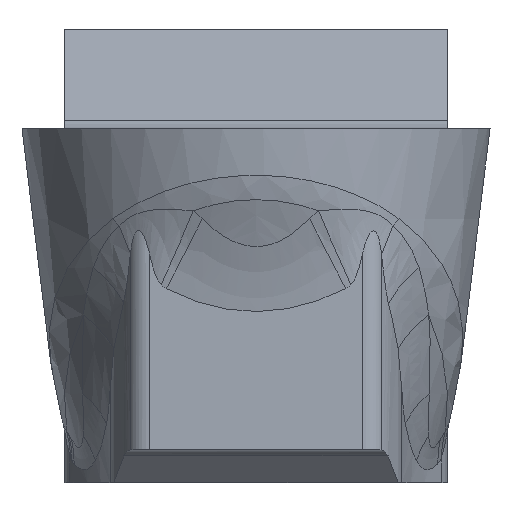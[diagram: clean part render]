
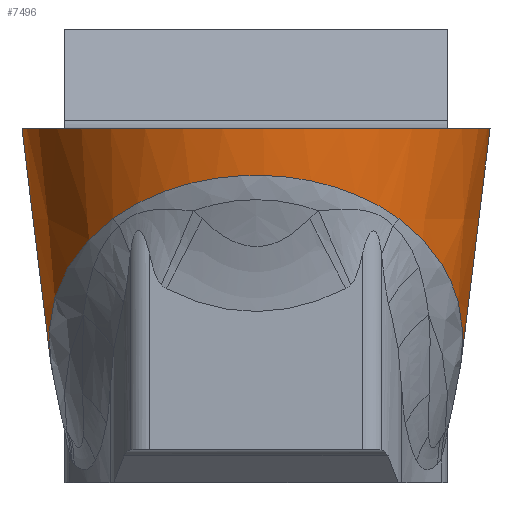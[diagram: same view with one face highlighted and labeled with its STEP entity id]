
A CAD part, front view. The second image highlights one B-rep face of the part: STEP entity #7496.
In plain terms, the highlighted conical face has half-angle 7 degrees and reference radius 2.949 mm.
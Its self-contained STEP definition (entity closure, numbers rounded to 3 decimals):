
#1974=DIRECTION('',(0.116,0.038,0.993));
#1975=VECTOR('',#1974,2.864);
#1976=CARTESIAN_POINT('',(2.684,3.808,-2.842));
#1977=LINE('',#1976,#1975);
#1981=CARTESIAN_POINT('',(0.,2.925,0.));
#1982=DIRECTION('',(0.,0.,-1.));
#1983=DIRECTION('',(0.95,0.313,0.));
#1984=AXIS2_PLACEMENT_3D('',#1981,#1982,#1983);
#1989=CARTESIAN_POINT('',(0.,2.925,0.));
#1990=DIRECTION('',(0.,0.,-1.));
#1991=DIRECTION('',(0.95,-0.313,0.));
#1992=AXIS2_PLACEMENT_3D('',#1989,#1990,#1991);
#2017=CARTESIAN_POINT('',(3.016,3.917,
0.));
#2022=CARTESIAN_POINT('',(2.684,3.808,-2.842));
#2023=CARTESIAN_POINT('',(2.679,3.782,-2.949));
#2024=CARTESIAN_POINT('',(2.669,3.73,-3.154));
#2025=CARTESIAN_POINT('',(2.656,3.654,-3.432));
#2026=CARTESIAN_POINT('',(2.647,3.605,-3.6));
#2027=CARTESIAN_POINT('',(2.643,3.58,-3.679));
#2032=CARTESIAN_POINT('',(-2.643,3.58,
-3.679));
#2033=CARTESIAN_POINT('',(-2.648,3.606,
-3.594));
#2034=CARTESIAN_POINT('',(-2.656,3.658,
-3.419));
#2035=CARTESIAN_POINT('',(-2.67,3.733,
-3.142));
#2036=CARTESIAN_POINT('',(-2.679,3.783,
-2.944));
#2037=CARTESIAN_POINT('',(-2.684,3.808,
-2.842));
#2177=DIRECTION('',(0.116,-0.038,-0.993));
#2178=VECTOR('',#2177,2.864);
#2179=CARTESIAN_POINT('',(-3.016,3.917,
0.));
#2180=LINE('',#2179,#2178);
#2215=CARTESIAN_POINT('',(-2.643,3.58,
-3.679));
#2216=CARTESIAN_POINT('',(-2.681,3.476,
-3.584));
#2217=CARTESIAN_POINT('',(-2.743,3.266,
-3.397));
#2218=CARTESIAN_POINT('',(-2.799,2.941,
-3.112));
#2219=CARTESIAN_POINT('',(-2.816,2.633,
-2.85));
#2220=CARTESIAN_POINT('',(-2.797,2.298,
-2.568));
#2221=CARTESIAN_POINT('',(-2.733,1.95,
-2.282));
#2222=CARTESIAN_POINT('',(-2.635,1.644,
-2.035));
#2223=CARTESIAN_POINT('',(-2.514,1.365,
-1.812));
#2224=CARTESIAN_POINT('',(-2.328,1.049,
-1.563));
#2225=CARTESIAN_POINT('',(-2.137,0.804,
-1.373));
#2226=CARTESIAN_POINT('',(-2.005,0.666,
-1.266));
#2227=CARTESIAN_POINT('',(-1.941,0.604,
-1.219));
#2276=CARTESIAN_POINT('',(-1.941,0.604,
-1.219));
#2277=CARTESIAN_POINT('',(-1.869,0.536,
-1.166));
#2278=CARTESIAN_POINT('',(-1.721,0.41,
-1.07));
#2279=CARTESIAN_POINT('',(-1.508,0.26,
-0.956));
#2280=CARTESIAN_POINT('',(-1.266,0.124,
-0.853));
#2281=CARTESIAN_POINT('',(-1.04,0.022,
-0.776));
#2282=CARTESIAN_POINT('',(-0.764,-0.072,
-0.705));
#2283=CARTESIAN_POINT('',(-0.488,-0.135,
-0.659));
#2284=CARTESIAN_POINT('',(-0.219,-0.168,
-0.634));
#2285=CARTESIAN_POINT('',(0.041,-0.176,
-0.628));
#2286=CARTESIAN_POINT('',(0.287,-0.161,
-0.639));
#2287=CARTESIAN_POINT('',(0.535,-0.125,
-0.666));
#2288=CARTESIAN_POINT('',(0.794,-0.063,
-0.713));
#2289=CARTESIAN_POINT('',(1.044,0.024,
-0.778));
#2290=CARTESIAN_POINT('',(1.265,0.123,
-0.853));
#2291=CARTESIAN_POINT('',(1.512,0.263,
-0.959));
#2292=CARTESIAN_POINT('',(1.716,0.407,
-1.068));
#2293=CARTESIAN_POINT('',(1.867,0.534,
-1.165));
#2294=CARTESIAN_POINT('',(1.941,0.604,
-1.219));
#2776=CARTESIAN_POINT('',(1.941,0.604,
-1.219));
#2777=CARTESIAN_POINT('',(2.002,0.663,
-1.264));
#2778=CARTESIAN_POINT('',(2.124,0.79,
-1.363));
#2779=CARTESIAN_POINT('',(2.297,1.008,-1.532));
#2780=CARTESIAN_POINT('',(2.461,1.27,-1.737));
#2781=CARTESIAN_POINT('',(2.568,1.486,-1.909));
#2782=CARTESIAN_POINT('',(2.67,1.744,-2.115));
#2783=CARTESIAN_POINT('',(2.721,1.927,-2.264));
#2784=CARTESIAN_POINT('',(2.743,2.022,-2.342));
#2789=CARTESIAN_POINT('',(2.743,2.022,-2.342));
#2790=CARTESIAN_POINT('',(2.765,2.123,-2.424));
#2791=CARTESIAN_POINT('',(2.799,2.328,-2.594));
#2792=CARTESIAN_POINT('',(2.816,2.649,-2.863));
#2793=CARTESIAN_POINT('',(2.796,2.968,-3.135));
#2794=CARTESIAN_POINT('',(2.74,3.277,-3.407));
#2795=CARTESIAN_POINT('',(2.679,3.481,-3.588));
#2796=CARTESIAN_POINT('',(2.643,3.58,-3.679));
#3366=CARTESIAN_POINT('',(2.684,3.808,-2.842));
#3545=VERTEX_POINT('',#2017);
#3546=VERTEX_POINT('',#3366);
#3547=CARTESIAN_POINT('',(3.016,1.933,
0.));
#3548=VERTEX_POINT('',#3547);
#3549=CARTESIAN_POINT('',(-3.016,3.917,
0.));
#3550=VERTEX_POINT('',#3549);
#3551=VERTEX_POINT('',#2027);
#3552=VERTEX_POINT('',#2789);
#3553=VERTEX_POINT('',#2776);
#3554=VERTEX_POINT('',#2276);
#3555=VERTEX_POINT('',#2215);
#3556=VERTEX_POINT('',#2037);
#7472=CARTESIAN_POINT('',(0.,2.925,-1.839));
#7473=DIRECTION('',(0.,0.,1.));
#7474=DIRECTION('',(-0.95,0.313,0.));
#7475=AXIS2_PLACEMENT_3D('',#7472,#7473,#7474);
#7476=CONICAL_SURFACE('',#7475,2.949,7.);
#7477=ORIENTED_EDGE('',*,*,#7451,.F.);
#7478=ORIENTED_EDGE('',*,*,#7449,.F.);
#7479=ORIENTED_EDGE('',*,*,#7427,.F.);
#7481=ORIENTED_EDGE('',*,*,#7480,.T.);
#7483=ORIENTED_EDGE('',*,*,#7482,.F.);
#7485=ORIENTED_EDGE('',*,*,#7484,.F.);
#7487=ORIENTED_EDGE('',*,*,#7486,.F.);
#7489=ORIENTED_EDGE('',*,*,#7488,.F.);
#7491=ORIENTED_EDGE('',*,*,#7490,.T.);
#7493=ORIENTED_EDGE('',*,*,#7492,.F.);
#7494=EDGE_LOOP('',(#7477,#7478,#7479,#7481,#7483,#7485,#7487,#7489,#7491,
#7493));
#7495=FACE_OUTER_BOUND('',#7494,.F.);
#1985=CIRCLE('',#1984,3.175);
#1993=CIRCLE('',#1992,3.175);
#2028=B_SPLINE_CURVE_WITH_KNOTS('',3,(#2022,#2023,#2024,#2025,#2026,#2027),
.UNSPECIFIED.,.F.,.F.,(4,1,1,4),(0.,0.333,0.667,1.),
.UNSPECIFIED.);
#2038=B_SPLINE_CURVE_WITH_KNOTS('',3,(#2032,#2033,#2034,#2035,#2036,#2037),
.UNSPECIFIED.,.F.,.F.,(4,1,1,4),(0.,0.333,0.667,1.),
.UNSPECIFIED.);
#2228=B_SPLINE_CURVE_WITH_KNOTS('',3,(#2215,#2216,#2217,#2218,#2219,#2220,#2221,
#2222,#2223,#2224,#2225,#2226,#2227),.UNSPECIFIED.,.F.,.F.,(4,1,1,1,1,1,1,1,1,1,
4),(0.,0.1,0.2,0.3,0.4,0.5,0.6,0.7,0.8,0.9,1.),
.UNSPECIFIED.);
#2295=B_SPLINE_CURVE_WITH_KNOTS('',3,(#2276,#2277,#2278,#2279,#2280,#2281,#2282,
#2283,#2284,#2285,#2286,#2287,#2288,#2289,#2290,#2291,#2292,#2293,#2294),
.UNSPECIFIED.,.F.,.F.,(4,1,1,1,1,1,1,1,1,1,1,1,1,1,1,1,4),(0.,0.063,0.125,
0.188,0.25,0.313,0.375,0.438,0.5,0.563,0.625,0.688,
0.75,0.813,0.875,0.938,1.),.UNSPECIFIED.);
#2785=B_SPLINE_CURVE_WITH_KNOTS('',3,(#2776,#2777,#2778,#2779,#2780,#2781,#2782,
#2783,#2784),.UNSPECIFIED.,.F.,.F.,(4,1,1,1,1,1,4),(0.,0.167,
0.333,0.5,0.667,0.833,1.),
.UNSPECIFIED.);
#2797=B_SPLINE_CURVE_WITH_KNOTS('',3,(#2789,#2790,#2791,#2792,#2793,#2794,#2795,
#2796),.UNSPECIFIED.,.F.,.F.,(4,1,1,1,1,4),(0.,0.2,0.4,0.6,0.8,1.),
.UNSPECIFIED.);
#7427=EDGE_CURVE('',#3546,#3545,#1977,.T.);
#7449=EDGE_CURVE('',#3545,#3548,#1985,.T.);
#7451=EDGE_CURVE('',#3548,#3550,#1993,.T.);
#7480=EDGE_CURVE('',#3546,#3551,#2028,.T.);
#7482=EDGE_CURVE('',#3552,#3551,#2797,.T.);
#7484=EDGE_CURVE('',#3553,#3552,#2785,.T.);
#7486=EDGE_CURVE('',#3554,#3553,#2295,.T.);
#7488=EDGE_CURVE('',#3555,#3554,#2228,.T.);
#7490=EDGE_CURVE('',#3555,#3556,#2038,.T.);
#7492=EDGE_CURVE('',#3550,#3556,#2180,.T.);
#7496=ADVANCED_FACE('',(#7495),#7476,.T.);
